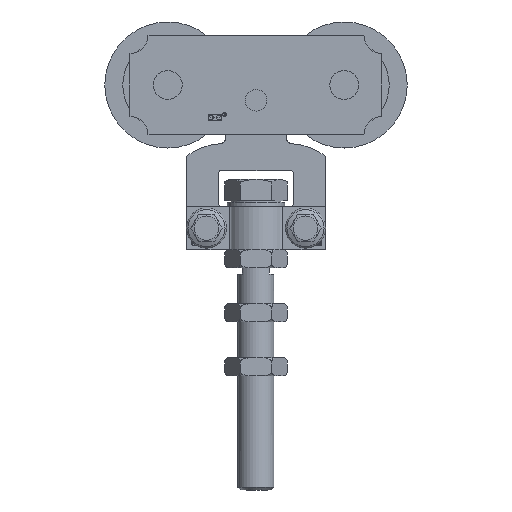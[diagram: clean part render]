
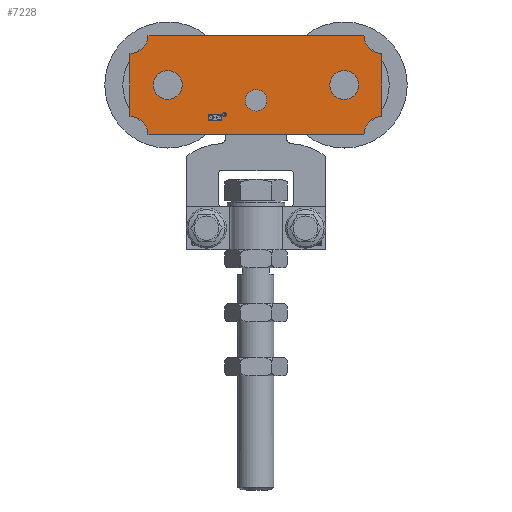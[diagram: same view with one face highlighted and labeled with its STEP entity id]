
A CAD part, front view. The second image highlights one B-rep face of the part: STEP entity #7228.
In plain terms, the highlighted face is planar.
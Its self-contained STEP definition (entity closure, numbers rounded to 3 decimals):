
#639=FACE_BOUND('',#1372,.T.);
#640=FACE_BOUND('',#1373,.T.);
#641=FACE_BOUND('',#1374,.T.);
#642=FACE_BOUND('',#1375,.T.);
#643=FACE_BOUND('',#1376,.T.);
#732=PLANE('',#7989);
#941=FACE_OUTER_BOUND('',#1371,.T.);
#1371=EDGE_LOOP('',(#5257,#5258,#5259,#5260,#5261,#5262,#5263,#5264));
#1372=EDGE_LOOP('',(#5265,#5266,#5267,#5268,#5269,#5270,#5271,#5272,#5273,
#5274,#5275,#5276));
#1373=EDGE_LOOP('',(#5277));
#1374=EDGE_LOOP('',(#5278));
#1375=EDGE_LOOP('',(#5279));
#1376=EDGE_LOOP('',(#5280));
#1861=LINE('',#11141,#2375);
#1866=LINE('',#11150,#2380);
#1867=LINE('',#11153,#2381);
#1870=LINE('',#11159,#2384);
#1873=LINE('',#11164,#2387);
#1879=LINE('',#11175,#2393);
#1882=LINE('',#11182,#2396);
#1886=LINE('',#11190,#2400);
#1889=LINE('',#11195,#2403);
#1891=LINE('',#11198,#2405);
#1895=LINE('',#11217,#2409);
#1896=LINE('',#11221,#2410);
#1897=LINE('',#11225,#2411);
#1898=LINE('',#11229,#2412);
#2375=VECTOR('',#8916,10.);
#2380=VECTOR('',#8923,10.);
#2381=VECTOR('',#8926,10.);
#2384=VECTOR('',#8931,10.);
#2387=VECTOR('',#8936,10.);
#2393=VECTOR('',#8948,10.);
#2396=VECTOR('',#8955,10.);
#2400=VECTOR('',#8961,10.);
#2403=VECTOR('',#8966,10.);
#2405=VECTOR('',#8970,10.);
#2409=VECTOR('',#8992,10.);
#2410=VECTOR('',#8995,10.);
#2411=VECTOR('',#8998,10.);
#2412=VECTOR('',#9001,10.);
#2826=CIRCLE('',#7952,1.5);
#2833=CIRCLE('',#7965,1.5);
#2837=CIRCLE('',#7986,1.);
#2839=CIRCLE('',#7990,10.);
#2840=CIRCLE('',#7991,10.);
#2841=CIRCLE('',#7992,10.);
#2842=CIRCLE('',#7993,10.);
#2843=CIRCLE('',#7994,5.);
#2844=CIRCLE('',#7995,5.);
#2845=CIRCLE('',#7996,5.);
#3257=VERTEX_POINT('',#11087);
#3261=VERTEX_POINT('',#11096);
#3263=VERTEX_POINT('',#11103);
#3267=VERTEX_POINT('',#11112);
#3273=VERTEX_POINT('',#11140);
#3276=VERTEX_POINT('',#11148);
#3277=VERTEX_POINT('',#11152);
#3279=VERTEX_POINT('',#11158);
#3282=VERTEX_POINT('',#11173);
#3283=VERTEX_POINT('',#11180);
#3284=VERTEX_POINT('',#11181);
#3287=VERTEX_POINT('',#11189);
#3291=VERTEX_POINT('',#11208);
#3293=VERTEX_POINT('',#11215);
#3294=VERTEX_POINT('',#11216);
#3295=VERTEX_POINT('',#11218);
#3296=VERTEX_POINT('',#11220);
#3297=VERTEX_POINT('',#11222);
#3298=VERTEX_POINT('',#11224);
#3299=VERTEX_POINT('',#11226);
#3300=VERTEX_POINT('',#11228);
#3301=VERTEX_POINT('',#11231);
#3302=VERTEX_POINT('',#11233);
#3303=VERTEX_POINT('',#11235);
#3991=EDGE_CURVE('',#3261,#3257,#2826,.T.);
#4009=EDGE_CURVE('',#3263,#3267,#2833,.T.);
#4012=EDGE_CURVE('',#3273,#3263,#1861,.T.);
#4017=EDGE_CURVE('',#3257,#3276,#1866,.T.);
#4018=EDGE_CURVE('',#3277,#3273,#1867,.T.);
#4021=EDGE_CURVE('',#3279,#3277,#1870,.T.);
#4024=EDGE_CURVE('',#3276,#3279,#1873,.T.);
#4030=EDGE_CURVE('',#3267,#3282,#1879,.T.);
#4033=EDGE_CURVE('',#3283,#3284,#1882,.T.);
#4037=EDGE_CURVE('',#3287,#3283,#1886,.T.);
#4040=EDGE_CURVE('',#3282,#3287,#1889,.T.);
#4042=EDGE_CURVE('',#3284,#3261,#1891,.T.);
#4047=EDGE_CURVE('',#3291,#3291,#2837,.T.);
#4050=EDGE_CURVE('',#3293,#3294,#1895,.T.);
#4051=EDGE_CURVE('',#3294,#3295,#2839,.T.);
#4052=EDGE_CURVE('',#3295,#3296,#1896,.T.);
#4053=EDGE_CURVE('',#3296,#3297,#2840,.T.);
#4054=EDGE_CURVE('',#3297,#3298,#1897,.T.);
#4055=EDGE_CURVE('',#3298,#3299,#2841,.T.);
#4056=EDGE_CURVE('',#3299,#3300,#1898,.T.);
#4057=EDGE_CURVE('',#3300,#3293,#2842,.T.);
#4058=EDGE_CURVE('',#3301,#3301,#2843,.T.);
#4059=EDGE_CURVE('',#3302,#3302,#2844,.T.);
#4060=EDGE_CURVE('',#3303,#3303,#2845,.T.);
#5257=ORIENTED_EDGE('',*,*,#4050,.T.);
#5258=ORIENTED_EDGE('',*,*,#4051,.T.);
#5259=ORIENTED_EDGE('',*,*,#4052,.T.);
#5260=ORIENTED_EDGE('',*,*,#4053,.T.);
#5261=ORIENTED_EDGE('',*,*,#4054,.T.);
#5262=ORIENTED_EDGE('',*,*,#4055,.T.);
#5263=ORIENTED_EDGE('',*,*,#4056,.T.);
#5264=ORIENTED_EDGE('',*,*,#4057,.T.);
#5265=ORIENTED_EDGE('',*,*,#4033,.T.);
#5266=ORIENTED_EDGE('',*,*,#4042,.T.);
#5267=ORIENTED_EDGE('',*,*,#3991,.T.);
#5268=ORIENTED_EDGE('',*,*,#4017,.T.);
#5269=ORIENTED_EDGE('',*,*,#4024,.T.);
#5270=ORIENTED_EDGE('',*,*,#4021,.T.);
#5271=ORIENTED_EDGE('',*,*,#4018,.T.);
#5272=ORIENTED_EDGE('',*,*,#4012,.T.);
#5273=ORIENTED_EDGE('',*,*,#4009,.T.);
#5274=ORIENTED_EDGE('',*,*,#4030,.T.);
#5275=ORIENTED_EDGE('',*,*,#4040,.T.);
#5276=ORIENTED_EDGE('',*,*,#4037,.T.);
#5277=ORIENTED_EDGE('',*,*,#4047,.T.);
#5278=ORIENTED_EDGE('',*,*,#4058,.T.);
#5279=ORIENTED_EDGE('',*,*,#4059,.T.);
#5280=ORIENTED_EDGE('',*,*,#4060,.T.);
#7228=ADVANCED_FACE('',(#941,#639,#640,#641,#642,#643),#732,.F.);
#7952=AXIS2_PLACEMENT_3D('',#11101,#8870,#8871);
#7965=AXIS2_PLACEMENT_3D('',#11135,#8907,#8908);
#7986=AXIS2_PLACEMENT_3D('',#11209,#8983,#8984);
#7989=AXIS2_PLACEMENT_3D('',#11214,#8990,#8991);
#7990=AXIS2_PLACEMENT_3D('',#11219,#8993,#8994);
#7991=AXIS2_PLACEMENT_3D('',#11223,#8996,#8997);
#7992=AXIS2_PLACEMENT_3D('',#11227,#8999,#9000);
#7993=AXIS2_PLACEMENT_3D('',#11230,#9002,#9003);
#7994=AXIS2_PLACEMENT_3D('',#11232,#9004,#9005);
#7995=AXIS2_PLACEMENT_3D('',#11234,#9006,#9007);
#7996=AXIS2_PLACEMENT_3D('',#11236,#9008,#9009);
#8870=DIRECTION('center_axis',(0.,0.,1.));
#8871=DIRECTION('ref_axis',(-0.999,0.05,0.));
#8907=DIRECTION('center_axis',(0.,0.,1.));
#8908=DIRECTION('ref_axis',(0.999,-0.05,0.));
#8916=DIRECTION('',(1.,0.,0.));
#8923=DIRECTION('',(1.,0.,0.));
#8926=DIRECTION('',(0.,-1.,0.));
#8931=DIRECTION('',(-1.,0.,0.));
#8936=DIRECTION('',(0.,1.,0.));
#8948=DIRECTION('',(-1.,0.,0.));
#8955=DIRECTION('',(0.,1.,0.));
#8961=DIRECTION('',(1.,0.,0.));
#8966=DIRECTION('',(0.,-1.,0.));
#8970=DIRECTION('',(-1.,0.,0.));
#8983=DIRECTION('center_axis',(0.,0.,1.));
#8984=DIRECTION('ref_axis',(1.,0.,0.));
#8990=DIRECTION('center_axis',(0.,0.,1.));
#8991=DIRECTION('ref_axis',(1.,0.,0.));
#8992=DIRECTION('',(1.,0.,0.));
#8993=DIRECTION('center_axis',(0.,0.,1.));
#8994=DIRECTION('ref_axis',(-1.,0.,0.));
#8995=DIRECTION('',(0.,-1.,0.));
#8996=DIRECTION('center_axis',(0.,0.,1.));
#8997=DIRECTION('ref_axis',(0.,1.,0.));
#8998=DIRECTION('',(-1.,0.,0.));
#8999=DIRECTION('center_axis',(0.,0.,1.));
#9000=DIRECTION('ref_axis',(1.,0.,0.));
#9001=DIRECTION('',(0.,1.,0.));
#9002=DIRECTION('center_axis',(0.,0.,1.));
#9003=DIRECTION('ref_axis',(0.,-1.,0.));
#9004=DIRECTION('center_axis',(0.,0.,1.));
#9005=DIRECTION('ref_axis',(-1.,0.,0.));
#9006=DIRECTION('center_axis',(0.,0.,1.));
#9007=DIRECTION('ref_axis',(-1.,0.,0.));
#9008=DIRECTION('center_axis',(0.,0.,1.));
#9009=DIRECTION('ref_axis',(-1.,0.,0.));
#11087=CARTESIAN_POINT('',(25.044,-8.091,0.));
#11096=CARTESIAN_POINT('',(25.044,-11.091,0.));
#11101=CARTESIAN_POINT('Origin',(25.044,-9.591,0.));
#11103=CARTESIAN_POINT('',(20.544,-8.091,0.));
#11112=CARTESIAN_POINT('',(20.544,-11.091,0.));
#11135=CARTESIAN_POINT('Origin',(20.544,-9.591,0.));
#11140=CARTESIAN_POINT('',(19.044,-8.091,0.));
#11141=CARTESIAN_POINT('',(11.397,-8.091,0.));
#11148=CARTESIAN_POINT('',(26.544,-8.091,0.));
#11150=CARTESIAN_POINT('',(11.397,-8.091,0.));
#11152=CARTESIAN_POINT('',(19.044,-7.941,0.));
#11153=CARTESIAN_POINT('',(19.044,0.28,0.));
#11158=CARTESIAN_POINT('',(26.544,-7.941,0.));
#11159=CARTESIAN_POINT('',(13.272,-7.941,0.));
#11164=CARTESIAN_POINT('',(26.544,0.205,0.));
#11173=CARTESIAN_POINT('',(19.044,-11.091,0.));
#11175=CARTESIAN_POINT('',(13.272,-11.091,0.));
#11180=CARTESIAN_POINT('',(26.544,-11.241,0.));
#11181=CARTESIAN_POINT('',(26.544,-11.091,0.));
#11182=CARTESIAN_POINT('',(26.544,-1.37,0.));
#11189=CARTESIAN_POINT('',(19.044,-11.241,0.));
#11190=CARTESIAN_POINT('',(9.522,-11.241,0.));
#11195=CARTESIAN_POINT('',(19.044,-1.295,0.));
#11198=CARTESIAN_POINT('',(13.272,-11.091,0.));
#11208=CARTESIAN_POINT('',(16.544,-7.941,0.));
#11209=CARTESIAN_POINT('Origin',(17.544,-7.941,0.));
#11214=CARTESIAN_POINT('Origin',(0.,8.5,
0.));
#11215=CARTESIAN_POINT('',(-60.,36.,0.));
#11216=CARTESIAN_POINT('',(60.,36.,0.));
#11217=CARTESIAN_POINT('',(-60.,36.,0.));
#11218=CARTESIAN_POINT('',(70.,26.,0.));
#11219=CARTESIAN_POINT('Origin',(70.,36.,0.));
#11220=CARTESIAN_POINT('',(70.,-9.,0.));
#11221=CARTESIAN_POINT('',(70.,26.,0.));
#11222=CARTESIAN_POINT('',(60.,-19.,0.));
#11223=CARTESIAN_POINT('Origin',(70.,-19.,0.));
#11224=CARTESIAN_POINT('',(-60.,-19.,0.));
#11225=CARTESIAN_POINT('',(60.,-19.,0.));
#11226=CARTESIAN_POINT('',(-70.,-9.,0.));
#11227=CARTESIAN_POINT('Origin',(-70.,-19.,0.));
#11228=CARTESIAN_POINT('',(-70.,26.,0.));
#11229=CARTESIAN_POINT('',(-70.,-9.,0.));
#11230=CARTESIAN_POINT('Origin',(-70.,36.,0.));
#11231=CARTESIAN_POINT('',(54.,8.5,0.));
#11232=CARTESIAN_POINT('Origin',(49.,8.5,0.));
#11233=CARTESIAN_POINT('',(-44.,8.5,0.));
#11234=CARTESIAN_POINT('Origin',(-49.,8.5,0.));
#11235=CARTESIAN_POINT('',(5.,0.,0.));
#11236=CARTESIAN_POINT('Origin',(0.,0.,0.));
